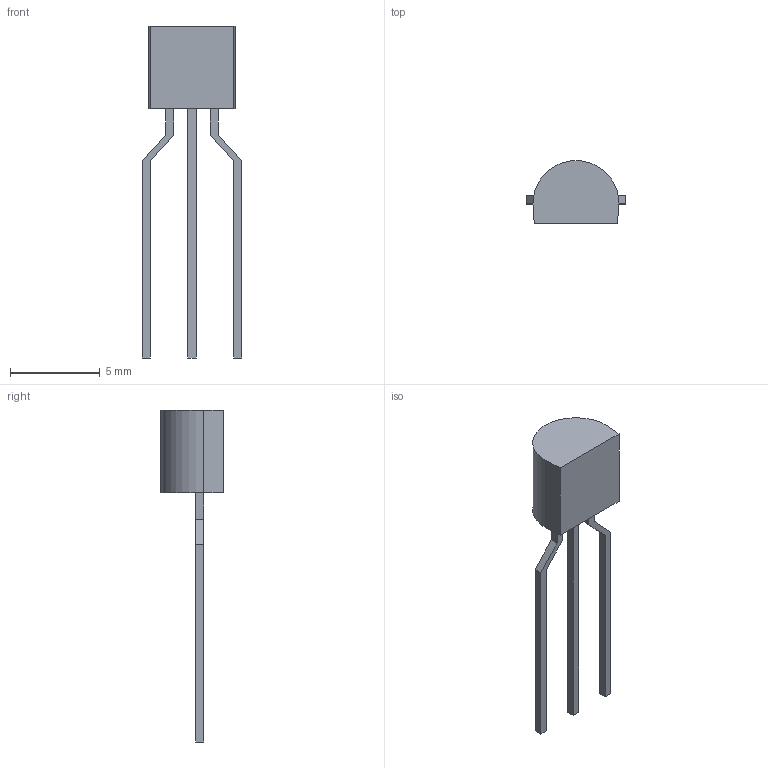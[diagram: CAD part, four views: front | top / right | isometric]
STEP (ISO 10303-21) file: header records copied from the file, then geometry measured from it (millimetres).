
FILE_DESCRIPTION(/* description */ (''),/* implementation_level */ '2;1');
FILE_NAME(/* name */ 'L4631 - TO-92-Bent-Leads v2.step',/* time_stamp */ '2020-06-28T21:01:05-06:00',/* author */ (''),/* organization */ (''),/* preprocessor_version */ 'ST-DEVELOPER v18.1',/* originating_system */ 'Autodesk Translation Framework v9.3.0.1241',/* authorisation */ '');
FILE_SCHEMA (('AUTOMOTIVE_DESIGN { 1 0 10303 214 3 1 1 }'));
Length unit declared in the file: millimetre
Products named in the file (2): L4631 - TO-92-Bent-Leads; L4931
Assembly tree (1 placements, depth 2):
  L4631 - TO-92-Bent-Leads
    L4931
Bounding box: 5.53 x 3.5 x 18.5 mm (x, y, z)
Volume: 73.9 mm3; surface area: 171.8 mm2
Topology: 4 solids, 4 shells, 32 faces, 72 edges, 48 vertices
Faces by surface type: plane 31, cylinder 1
Entity records: 935 total; most frequent: CARTESIAN_POINT 155, ORIENTED_EDGE 144, DIRECTION 144, EDGE_CURVE 72, LINE 70, VECTOR 70, VERTEX_POINT 48, AXIS2_PLACEMENT_3D 37
